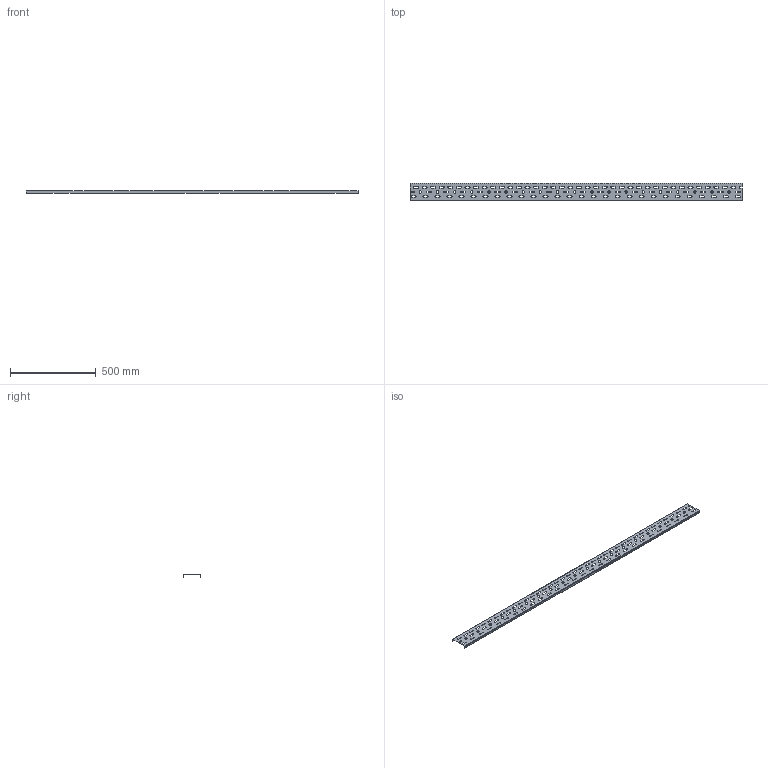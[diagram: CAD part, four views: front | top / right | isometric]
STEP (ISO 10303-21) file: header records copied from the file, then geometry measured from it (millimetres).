
FILE_DESCRIPTION((''),'2;1');
FILE_NAME('DOKINE36_kineta_36HE.stp','2020-03-27T17:27:29',('SUPER'),(''),'Autodesk Inventor 2010','Autodesk Inventor 2010','');
FILE_SCHEMA(('AUTOMOTIVE_DESIGN { 1 0 10303 214 1 1 1 1 }'));
Length unit declared in the file: millimetre
Products named in the file (1): DOKINE36_kineta_36HE
Bounding box: 1935 x 100 x 15 mm (x, y, z)
Volume: 155682.5 mm3; surface area: 525466.8 mm2
Topology: 1 solids, 1 shells, 405 faces, 1177 edges, 774 vertices
Faces by surface type: plane 199, cylinder 178, bspline 28
Entity records: 14053 total; most frequent: CARTESIAN_POINT 2716, ORIENTED_EDGE 2316, DIRECTION 2312, EDGE_CURVE 1158, AXIS2_PLACEMENT_3D 776, VERTEX_POINT 774, VECTOR 760, LINE 760
